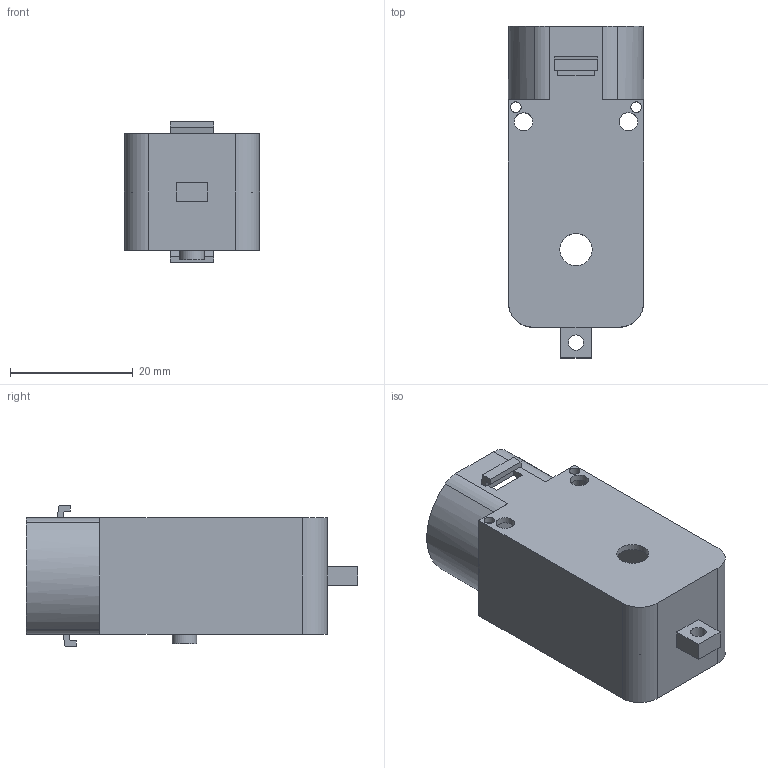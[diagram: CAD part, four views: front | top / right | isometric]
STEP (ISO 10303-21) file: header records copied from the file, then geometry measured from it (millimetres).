
FILE_DESCRIPTION(('FreeCAD Model'),'2;1');
FILE_NAME('Open CASCADE Shape Model','2021-10-15T16:11:26',('Author'),( ''),'Open CASCADE STEP processor 7.4','FreeCAD','Unknown');
FILE_SCHEMA(('AP242_MANAGED_MODEL_BASED_3D_ENGINEERING_MIM_LF. {1 0 10303 442 1 1 4 }'));
Length unit declared in the file: millimetre
Products named in the file (1): GearBox
Bounding box: 22 x 54 x 23 mm (x, y, z)
Volume: 4210.2 mm3; surface area: 8732.6 mm2
Topology: 1 solids, 1 shells, 79 faces, 235 edges, 154 vertices
Faces by surface type: plane 54, cylinder 25
Full cylindrical faces by diameter (mm): 1.5 x2, 1.75 x2, 2 x4, 2.5 x1, 3 x2, 4 x1, 5.25 x2, 6 x1
Entity records: 5931 total; most frequent: CARTESIAN_POINT 1185, DIRECTION 890, LINE 573, VECTOR 573, ORIENTED_EDGE 472, PCURVE 470, DEFINITIONAL_REPRESENTATION 470, EDGE_CURVE 235
